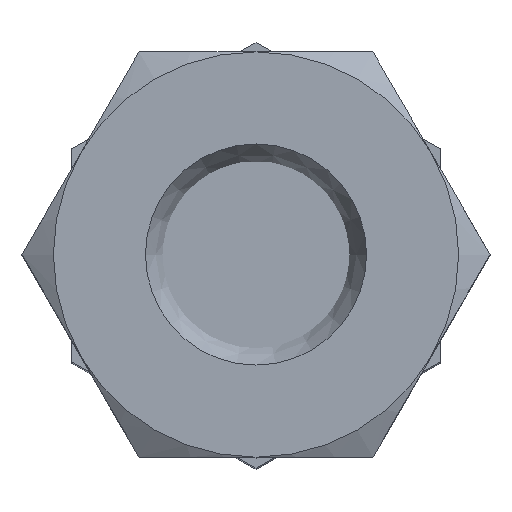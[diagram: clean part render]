
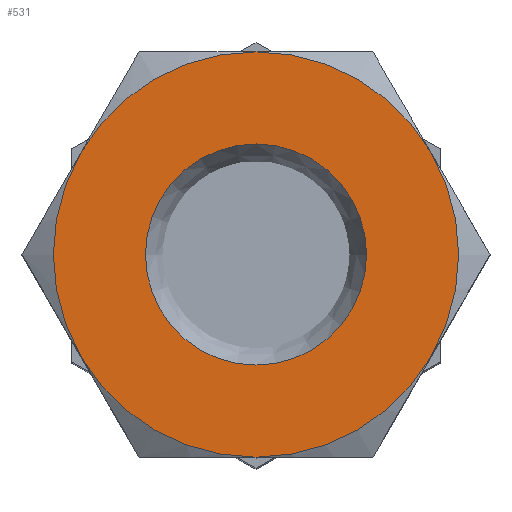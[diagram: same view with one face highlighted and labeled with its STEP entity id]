
A CAD part, top view. The second image highlights one B-rep face of the part: STEP entity #531.
In plain terms, the highlighted planar face has unit normal (0, 0, 1).
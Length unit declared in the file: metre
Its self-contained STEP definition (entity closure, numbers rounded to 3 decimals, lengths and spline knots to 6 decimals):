
#58=CIRCLE('',#600,0.0015);
#59=CIRCLE('',#601,0.00275);
#60=CIRCLE('',#602,0.00275);
#61=CIRCLE('',#603,0.00275);
#62=CIRCLE('',#604,0.00275);
#63=CIRCLE('',#605,0.00275);
#64=CIRCLE('',#606,0.00275);
#123=ORIENTED_EDGE('',*,*,#239,.F.);
#124=ORIENTED_EDGE('',*,*,#240,.T.);
#125=ORIENTED_EDGE('',*,*,#241,.T.);
#126=ORIENTED_EDGE('',*,*,#242,.T.);
#127=ORIENTED_EDGE('',*,*,#243,.T.);
#128=ORIENTED_EDGE('',*,*,#244,.T.);
#129=ORIENTED_EDGE('',*,*,#245,.T.);
#239=EDGE_CURVE('',#302,#302,#58,.T.);
#240=EDGE_CURVE('',#303,#304,#59,.T.);
#241=EDGE_CURVE('',#304,#305,#60,.T.);
#242=EDGE_CURVE('',#305,#306,#61,.T.);
#243=EDGE_CURVE('',#306,#307,#62,.T.);
#244=EDGE_CURVE('',#307,#308,#63,.T.);
#245=EDGE_CURVE('',#308,#303,#64,.T.);
#302=VERTEX_POINT('',#854);
#303=VERTEX_POINT('',#856);
#304=VERTEX_POINT('',#857);
#305=VERTEX_POINT('',#859);
#306=VERTEX_POINT('',#861);
#307=VERTEX_POINT('',#863);
#308=VERTEX_POINT('',#865);
#419=EDGE_LOOP('',(#123));
#420=EDGE_LOOP('',(#124,#125,#126,#127,#128,#129));
#465=FACE_BOUND('',#419,.T.);
#466=FACE_BOUND('',#420,.T.);
#505=PLANE('',#599);
#531=ADVANCED_FACE('',(#465,#466),#505,.T.);
#599=AXIS2_PLACEMENT_3D('',#852,#696,#697);
#600=AXIS2_PLACEMENT_3D('',#853,#698,#699);
#601=AXIS2_PLACEMENT_3D('',#855,#700,#701);
#602=AXIS2_PLACEMENT_3D('',#858,#702,#703);
#603=AXIS2_PLACEMENT_3D('',#860,#704,#705);
#604=AXIS2_PLACEMENT_3D('',#862,#706,#707);
#605=AXIS2_PLACEMENT_3D('',#864,#708,#709);
#606=AXIS2_PLACEMENT_3D('',#866,#710,#711);
#696=DIRECTION('',(0.,0.,1.));
#697=DIRECTION('',(1.,0.,0.));
#698=DIRECTION('',(0.,0.,1.));
#699=DIRECTION('',(1.,0.,0.));
#700=DIRECTION('',(0.,0.,1.));
#701=DIRECTION('',(1.,0.,0.));
#702=DIRECTION('',(0.,0.,1.));
#703=DIRECTION('',(1.,0.,0.));
#704=DIRECTION('',(0.,0.,1.));
#705=DIRECTION('',(1.,0.,0.));
#706=DIRECTION('',(0.,0.,1.));
#707=DIRECTION('',(1.,0.,0.));
#708=DIRECTION('',(0.,0.,1.));
#709=DIRECTION('',(1.,0.,0.));
#710=DIRECTION('',(0.,0.,1.));
#711=DIRECTION('',(1.,0.,0.));
#852=CARTESIAN_POINT('',(0.,0.,0.0012));
#853=CARTESIAN_POINT('',(0.,0.,0.0012));
#854=CARTESIAN_POINT('',(0.0015,0.,0.0012));
#855=CARTESIAN_POINT('',(0.,0.,0.0012));
#856=CARTESIAN_POINT('',(0.002382,-0.001375,0.0012));
#857=CARTESIAN_POINT('',(0.002382,0.001375,0.0012));
#858=CARTESIAN_POINT('',(0.,0.,0.0012));
#859=CARTESIAN_POINT('',(0.,0.00275,0.0012));
#860=CARTESIAN_POINT('',(0.,0.,0.0012));
#861=CARTESIAN_POINT('',(-0.002382,0.001375,0.0012));
#862=CARTESIAN_POINT('',(0.,0.,0.0012));
#863=CARTESIAN_POINT('',(-0.002382,-0.001375,0.0012));
#864=CARTESIAN_POINT('',(0.,0.,0.0012));
#865=CARTESIAN_POINT('',(0.,-0.00275,0.0012));
#866=CARTESIAN_POINT('',(0.,0.,0.0012));
